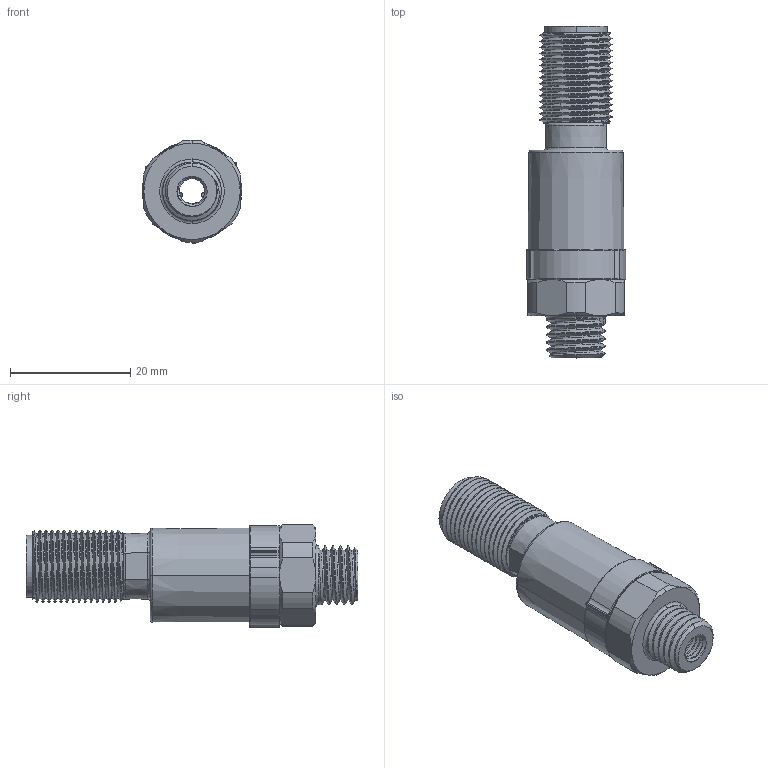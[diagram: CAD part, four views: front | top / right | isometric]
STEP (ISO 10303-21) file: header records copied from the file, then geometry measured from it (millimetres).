
FILE_DESCRIPTION (( 'STEP AP214' ), '1' );
FILE_NAME ('F08-K_Flansch_M12.stp', '2022-03-29T10:59:06', ( '' ), ( '' ), 'SwSTEP 2.0', 'SolidWorks 2020', '' );
FILE_SCHEMA (( 'AUTOMOTIVE_DESIGN' ));
Length unit declared in the file: millimetre
Products named in the file (1): F08-K_Flansch_M12
Bounding box: 16.49 x 55.1 x 17.24 mm (x, y, z)
Surface area: 4047 mm2 (no closed solid volume)
Topology: 0 solids, 9 shells, 240 faces, 658 edges, 415 vertices
Faces by surface type: cylinder 111, bspline 65, cone 28, plane 20, torus 8, sphere 8
Entity records: 15962 total; most frequent: CARTESIAN_POINT 7900, ORIENTED_EDGE 1170, DIRECTION 1109, EDGE_CURVE 642, AXIS2_PLACEMENT_3D 480, VERTEX_POINT 407, CIRCLE 304, EDGE_LOOP 249
